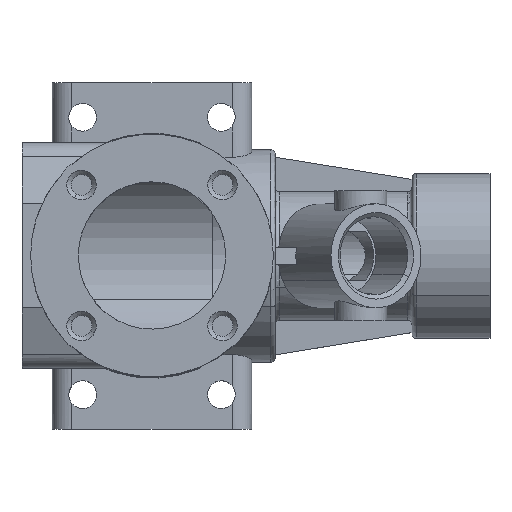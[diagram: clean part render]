
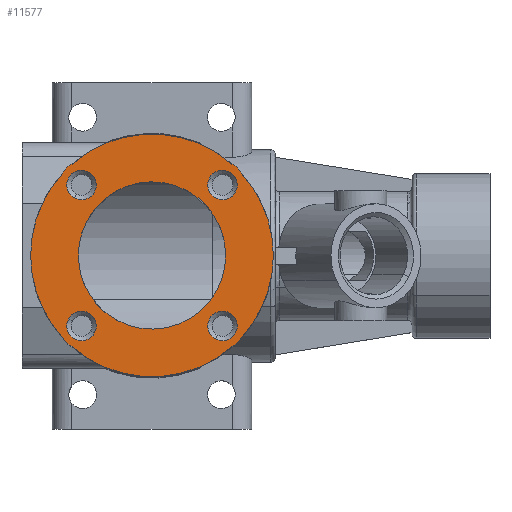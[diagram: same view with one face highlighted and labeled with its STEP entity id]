
A CAD part, top view. The second image highlights one B-rep face of the part: STEP entity #11577.
In plain terms, the highlighted planar face has unit normal (0, 0, 1).
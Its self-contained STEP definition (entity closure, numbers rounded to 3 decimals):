
#9498=AXIS2_PLACEMENT_3D('Circle Axis2P3D',#9496,#9497,$) ;
#9690=AXIS2_PLACEMENT_3D('Circle Axis2P3D',#9688,#9689,$) ;
#11417=AXIS2_PLACEMENT_3D('Plane Axis2P3D',#11414,#11415,#11416) ;
#11421=AXIS2_PLACEMENT_3D('Circle Axis2P3D',#11419,#11420,$) ;
#11430=AXIS2_PLACEMENT_3D('Circle Axis2P3D',#11428,#11429,$) ;
#11437=AXIS2_PLACEMENT_3D('Circle Axis2P3D',#11435,#11436,$) ;
#11444=AXIS2_PLACEMENT_3D('Circle Axis2P3D',#11442,#11443,$) ;
#11451=AXIS2_PLACEMENT_3D('Circle Axis2P3D',#11449,#11450,$) ;
#11458=AXIS2_PLACEMENT_3D('Circle Axis2P3D',#11456,#11457,$) ;
#11465=AXIS2_PLACEMENT_3D('Circle Axis2P3D',#11463,#11464,$) ;
#11472=AXIS2_PLACEMENT_3D('Circle Axis2P3D',#11470,#11471,$) ;
#11479=AXIS2_PLACEMENT_3D('Circle Axis2P3D',#11477,#11478,$) ;
#11486=AXIS2_PLACEMENT_3D('Circle Axis2P3D',#11484,#11485,$) ;
#11507=AXIS2_PLACEMENT_3D('Circle Axis2P3D',#11505,#11506,$) ;
#11516=AXIS2_PLACEMENT_3D('Circle Axis2P3D',#11514,#11515,$) ;
#11525=AXIS2_PLACEMENT_3D('Circle Axis2P3D',#11523,#11524,$) ;
#11534=AXIS2_PLACEMENT_3D('Circle Axis2P3D',#11532,#11533,$) ;
#11543=AXIS2_PLACEMENT_3D('Circle Axis2P3D',#11541,#11542,$) ;
#11552=AXIS2_PLACEMENT_3D('Circle Axis2P3D',#11550,#11551,$) ;
#11561=AXIS2_PLACEMENT_3D('Circle Axis2P3D',#11559,#11560,$) ;
#11570=AXIS2_PLACEMENT_3D('Circle Axis2P3D',#11568,#11569,$) ;
#9493=CARTESIAN_POINT('Vertex',(7.459,-4.075,38.)) ;
#9496=CARTESIAN_POINT('Axis2P3D Location',(0.,0.,38.)) ;
#9500=CARTESIAN_POINT('Vertex',(-7.459,4.075,38.)) ;
#9688=CARTESIAN_POINT('Axis2P3D Location',(0.,0.,38.)) ;
#11414=CARTESIAN_POINT('Axis2P3D Location',(0.,0.,38.)) ;
#11419=CARTESIAN_POINT('Axis2P3D Location',(0.,0.,38.)) ;
#11423=CARTESIAN_POINT('Vertex',(-14.,0.,38.)) ;
#11425=CARTESIAN_POINT('Vertex',(-10.32,-9.461,38.)) ;
#11428=CARTESIAN_POINT('Axis2P3D Location',(-8.099,-8.29,38.)) ;
#11432=CARTESIAN_POINT('Vertex',(-9.217,-10.538,38.)) ;
#11435=CARTESIAN_POINT('Axis2P3D Location',(0.,0.,38.)) ;
#11439=CARTESIAN_POINT('Vertex',(9.217,-10.538,38.)) ;
#11442=CARTESIAN_POINT('Axis2P3D Location',(8.099,-8.29,38.)) ;
#11446=CARTESIAN_POINT('Vertex',(10.32,-9.461,38.)) ;
#11449=CARTESIAN_POINT('Axis2P3D Location',(0.,0.,38.)) ;
#11453=CARTESIAN_POINT('Vertex',(14.,0.,38.)) ;
#11456=CARTESIAN_POINT('Axis2P3D Location',(0.,0.,38.)) ;
#11460=CARTESIAN_POINT('Vertex',(10.311,9.47,38.)) ;
#11463=CARTESIAN_POINT('Axis2P3D Location',(8.1,8.304,38.)) ;
#11467=CARTESIAN_POINT('Vertex',(9.211,10.543,38.)) ;
#11470=CARTESIAN_POINT('Axis2P3D Location',(0.,0.,38.)) ;
#11474=CARTESIAN_POINT('Vertex',(-9.211,10.543,38.)) ;
#11477=CARTESIAN_POINT('Axis2P3D Location',(-8.1,8.304,38.)) ;
#11481=CARTESIAN_POINT('Vertex',(-10.311,9.47,38.)) ;
#11484=CARTESIAN_POINT('Axis2P3D Location',(0.,0.,38.)) ;
#11505=CARTESIAN_POINT('Axis2P3D Location',(-8.132,8.132,38.)) ;
#11509=CARTESIAN_POINT('Vertex',(-7.317,9.624,38.)) ;
#11511=CARTESIAN_POINT('Vertex',(-8.947,6.64,38.)) ;
#11514=CARTESIAN_POINT('Axis2P3D Location',(-8.132,8.132,38.)) ;
#11523=CARTESIAN_POINT('Axis2P3D Location',(8.132,-8.132,38.)) ;
#11527=CARTESIAN_POINT('Vertex',(7.317,-9.624,38.)) ;
#11529=CARTESIAN_POINT('Vertex',(8.947,-6.64,38.)) ;
#11532=CARTESIAN_POINT('Axis2P3D Location',(8.132,-8.132,38.)) ;
#11541=CARTESIAN_POINT('Axis2P3D Location',(8.132,8.132,38.)) ;
#11545=CARTESIAN_POINT('Vertex',(9.624,7.317,38.)) ;
#11547=CARTESIAN_POINT('Vertex',(6.64,8.947,38.)) ;
#11550=CARTESIAN_POINT('Axis2P3D Location',(8.132,8.132,38.)) ;
#11559=CARTESIAN_POINT('Axis2P3D Location',(-8.132,-8.132,38.)) ;
#11563=CARTESIAN_POINT('Vertex',(-6.64,-8.947,38.)) ;
#11565=CARTESIAN_POINT('Vertex',(-9.624,-7.317,38.)) ;
#11568=CARTESIAN_POINT('Axis2P3D Location',(-8.132,-8.132,38.)) ;
#9497=DIRECTION('Axis2P3D Direction',(0.,0.,-1.)) ;
#9689=DIRECTION('Axis2P3D Direction',(0.,0.,-1.)) ;
#11415=DIRECTION('Axis2P3D Direction',(0.,0.,1.)) ;
#11416=DIRECTION('Axis2P3D XDirection',(1.,0.,0.)) ;
#11420=DIRECTION('Axis2P3D Direction',(0.,0.,1.)) ;
#11429=DIRECTION('Axis2P3D Direction',(0.,0.,1.)) ;
#11436=DIRECTION('Axis2P3D Direction',(0.,0.,1.)) ;
#11443=DIRECTION('Axis2P3D Direction',(0.,0.,1.)) ;
#11450=DIRECTION('Axis2P3D Direction',(0.,0.,1.)) ;
#11457=DIRECTION('Axis2P3D Direction',(0.,0.,1.)) ;
#11464=DIRECTION('Axis2P3D Direction',(0.,0.,1.)) ;
#11471=DIRECTION('Axis2P3D Direction',(0.,0.,1.)) ;
#11478=DIRECTION('Axis2P3D Direction',(0.,0.,1.)) ;
#11485=DIRECTION('Axis2P3D Direction',(0.,0.,1.)) ;
#11506=DIRECTION('Axis2P3D Direction',(0.,0.,1.)) ;
#11515=DIRECTION('Axis2P3D Direction',(0.,0.,1.)) ;
#11524=DIRECTION('Axis2P3D Direction',(0.,0.,1.)) ;
#11533=DIRECTION('Axis2P3D Direction',(0.,0.,1.)) ;
#11542=DIRECTION('Axis2P3D Direction',(0.,0.,1.)) ;
#11551=DIRECTION('Axis2P3D Direction',(0.,0.,1.)) ;
#11560=DIRECTION('Axis2P3D Direction',(0.,0.,1.)) ;
#11569=DIRECTION('Axis2P3D Direction',(0.,0.,1.)) ;
#11490=ORIENTED_EDGE('',*,*,#11427,.T.) ;
#11491=ORIENTED_EDGE('',*,*,#11434,.T.) ;
#11492=ORIENTED_EDGE('',*,*,#11441,.T.) ;
#11493=ORIENTED_EDGE('',*,*,#11448,.T.) ;
#11494=ORIENTED_EDGE('',*,*,#11455,.T.) ;
#11495=ORIENTED_EDGE('',*,*,#11462,.T.) ;
#11496=ORIENTED_EDGE('',*,*,#11469,.T.) ;
#11497=ORIENTED_EDGE('',*,*,#11476,.T.) ;
#11498=ORIENTED_EDGE('',*,*,#11483,.T.) ;
#11499=ORIENTED_EDGE('',*,*,#11488,.T.) ;
#11502=ORIENTED_EDGE('',*,*,#9502,.F.) ;
#11503=ORIENTED_EDGE('',*,*,#9692,.F.) ;
#11520=ORIENTED_EDGE('',*,*,#11513,.F.) ;
#11521=ORIENTED_EDGE('',*,*,#11518,.F.) ;
#11538=ORIENTED_EDGE('',*,*,#11531,.F.) ;
#11539=ORIENTED_EDGE('',*,*,#11536,.F.) ;
#11556=ORIENTED_EDGE('',*,*,#11549,.F.) ;
#11557=ORIENTED_EDGE('',*,*,#11554,.F.) ;
#11574=ORIENTED_EDGE('',*,*,#11567,.F.) ;
#11575=ORIENTED_EDGE('',*,*,#11572,.F.) ;
#11504=FACE_BOUND('',#11501,.T.) ;
#11522=FACE_BOUND('',#11519,.T.) ;
#11540=FACE_BOUND('',#11537,.T.) ;
#11558=FACE_BOUND('',#11555,.T.) ;
#11576=FACE_BOUND('',#11573,.T.) ;
#11577=ADVANCED_FACE('',(#11500,#11504,#11522,#11540,#11558,#11576),#11418,.T.) ;
#9499=CIRCLE('generated circle',#9498,8.5) ;
#9691=CIRCLE('generated circle',#9690,8.5) ;
#11422=CIRCLE('generated circle',#11421,14.) ;
#11431=CIRCLE('generated circle',#11430,2.51) ;
#11438=CIRCLE('generated circle',#11437,14.) ;
#11445=CIRCLE('generated circle',#11444,2.51) ;
#11452=CIRCLE('generated circle',#11451,14.) ;
#11459=CIRCLE('generated circle',#11458,14.) ;
#11466=CIRCLE('generated circle',#11465,2.5) ;
#11473=CIRCLE('generated circle',#11472,14.) ;
#11480=CIRCLE('generated circle',#11479,2.5) ;
#11487=CIRCLE('generated circle',#11486,14.) ;
#11508=CIRCLE('generated circle',#11507,1.7) ;
#11517=CIRCLE('generated circle',#11516,1.7) ;
#11526=CIRCLE('generated circle',#11525,1.7) ;
#11535=CIRCLE('generated circle',#11534,1.7) ;
#11544=CIRCLE('generated circle',#11543,1.7) ;
#11553=CIRCLE('generated circle',#11552,1.7) ;
#11562=CIRCLE('generated circle',#11561,1.7) ;
#11571=CIRCLE('generated circle',#11570,1.7) ;
#9502=EDGE_CURVE('',#9494,#9501,#9499,.F.) ;
#9692=EDGE_CURVE('',#9501,#9494,#9691,.F.) ;
#11427=EDGE_CURVE('',#11424,#11426,#11422,.T.) ;
#11434=EDGE_CURVE('',#11426,#11433,#11431,.T.) ;
#11441=EDGE_CURVE('',#11433,#11440,#11438,.T.) ;
#11448=EDGE_CURVE('',#11440,#11447,#11445,.T.) ;
#11455=EDGE_CURVE('',#11447,#11454,#11452,.T.) ;
#11462=EDGE_CURVE('',#11454,#11461,#11459,.T.) ;
#11469=EDGE_CURVE('',#11461,#11468,#11466,.T.) ;
#11476=EDGE_CURVE('',#11468,#11475,#11473,.T.) ;
#11483=EDGE_CURVE('',#11475,#11482,#11480,.T.) ;
#11488=EDGE_CURVE('',#11482,#11424,#11487,.T.) ;
#11513=EDGE_CURVE('',#11510,#11512,#11508,.T.) ;
#11518=EDGE_CURVE('',#11512,#11510,#11517,.T.) ;
#11531=EDGE_CURVE('',#11528,#11530,#11526,.T.) ;
#11536=EDGE_CURVE('',#11530,#11528,#11535,.T.) ;
#11549=EDGE_CURVE('',#11546,#11548,#11544,.T.) ;
#11554=EDGE_CURVE('',#11548,#11546,#11553,.T.) ;
#11567=EDGE_CURVE('',#11564,#11566,#11562,.T.) ;
#11572=EDGE_CURVE('',#11566,#11564,#11571,.T.) ;
#11489=EDGE_LOOP('',(#11490,#11491,#11492,#11493,#11494,#11495,#11496,#11497,#11498,#11499)) ;
#11501=EDGE_LOOP('',(#11502,#11503)) ;
#11519=EDGE_LOOP('',(#11520,#11521)) ;
#11537=EDGE_LOOP('',(#11538,#11539)) ;
#11555=EDGE_LOOP('',(#11556,#11557)) ;
#11573=EDGE_LOOP('',(#11574,#11575)) ;
#11500=FACE_OUTER_BOUND('',#11489,.T.) ;
#11418=PLANE('Plane',#11417) ;
#9494=VERTEX_POINT('',#9493) ;
#9501=VERTEX_POINT('',#9500) ;
#11424=VERTEX_POINT('',#11423) ;
#11426=VERTEX_POINT('',#11425) ;
#11433=VERTEX_POINT('',#11432) ;
#11440=VERTEX_POINT('',#11439) ;
#11447=VERTEX_POINT('',#11446) ;
#11454=VERTEX_POINT('',#11453) ;
#11461=VERTEX_POINT('',#11460) ;
#11468=VERTEX_POINT('',#11467) ;
#11475=VERTEX_POINT('',#11474) ;
#11482=VERTEX_POINT('',#11481) ;
#11510=VERTEX_POINT('',#11509) ;
#11512=VERTEX_POINT('',#11511) ;
#11528=VERTEX_POINT('',#11527) ;
#11530=VERTEX_POINT('',#11529) ;
#11546=VERTEX_POINT('',#11545) ;
#11548=VERTEX_POINT('',#11547) ;
#11564=VERTEX_POINT('',#11563) ;
#11566=VERTEX_POINT('',#11565) ;
